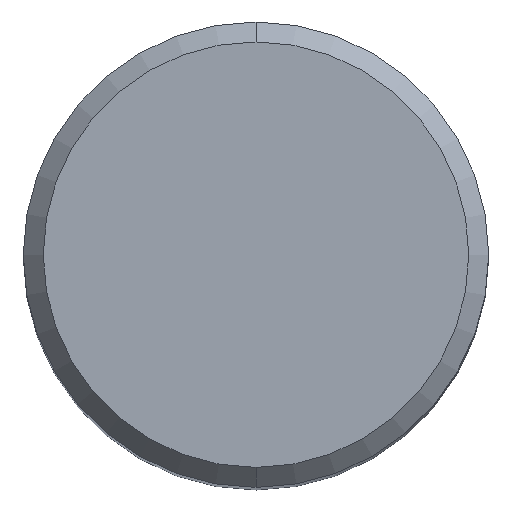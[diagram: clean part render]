
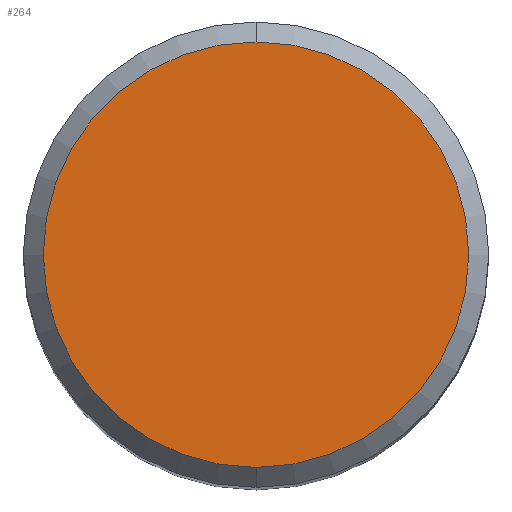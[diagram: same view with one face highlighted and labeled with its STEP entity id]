
A CAD part, top view. The second image highlights one B-rep face of the part: STEP entity #264.
In plain terms, the highlighted planar face has unit normal (0, 0, 1).
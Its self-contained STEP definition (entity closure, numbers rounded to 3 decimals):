
#200=VERTEX_POINT('',#504);
#264=ADVANCED_FACE('',(#578),#579,.T.);
#286=EDGE_CURVE('',#314,#200,#602,.T.);
#314=VERTEX_POINT('',#634);
#388=EDGE_CURVE('',#200,#314,#713,.T.);
#504=CARTESIAN_POINT('',(0.0,6.4,0.0));
#578=FACE_OUTER_BOUND('',#1046,.T.);
#579=PLANE('',#1047);
#602=CIRCLE('',#1101,6.4);
#634=CARTESIAN_POINT('',(0.,-6.4,0.0));
#713=CIRCLE('',#1325,6.4);
#1046=EDGE_LOOP('',(#1630,#1631));
#1047=AXIS2_PLACEMENT_3D('',#1632,#1633,#1634);
#1101=AXIS2_PLACEMENT_3D('',#1650,#1651,#1652);
#1325=AXIS2_PLACEMENT_3D('',#1770,#1771,#1772);
#1630=ORIENTED_EDGE('',*,*,#388,.F.);
#1631=ORIENTED_EDGE('',*,*,#286,.F.);
#1632=CARTESIAN_POINT('',(0.0,3.2,0.0));
#1633=DIRECTION('',(-0.0,0.0,1.0));
#1634=DIRECTION('',(0.0,-1.0,0.0));
#1650=CARTESIAN_POINT('',(0.0,0.0,0.0));
#1651=DIRECTION('',(0.0,0.0,-1.0));
#1652=DIRECTION('',(0.0,1.0,0.0));
#1770=CARTESIAN_POINT('',(0.0,0.0,0.0));
#1771=DIRECTION('',(0.0,0.0,-1.0));
#1772=DIRECTION('',(0.0,1.0,0.0));
